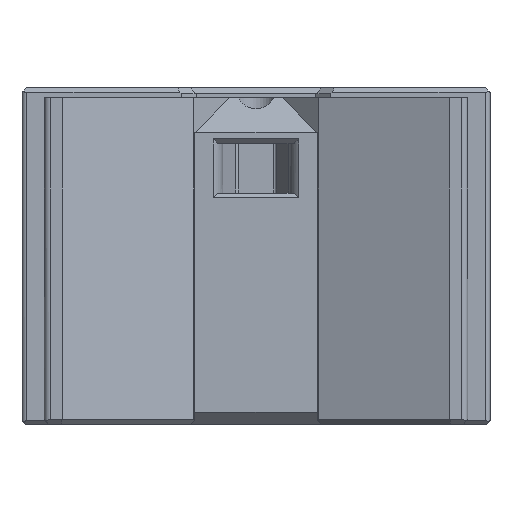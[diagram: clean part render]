
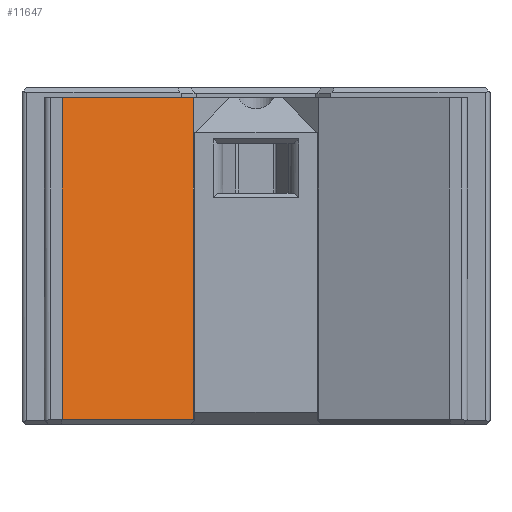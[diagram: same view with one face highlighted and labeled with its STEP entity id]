
A CAD part, left-side view. The second image highlights one B-rep face of the part: STEP entity #11647.
In plain terms, the highlighted planar face has unit normal (-0.927, -0.374, 0).
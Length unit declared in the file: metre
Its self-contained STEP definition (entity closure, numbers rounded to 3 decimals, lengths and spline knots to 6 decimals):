
#789=ORIENTED_EDGE('',*,*,#4213,.F.);
#790=ORIENTED_EDGE('',*,*,#4214,.T.);
#791=ORIENTED_EDGE('',*,*,#4215,.T.);
#792=ORIENTED_EDGE('',*,*,#4216,.T.);
#4213=EDGE_CURVE('',#5909,#5910,#7041,.T.);
#4214=EDGE_CURVE('',#5909,#5911,#7042,.T.);
#4215=EDGE_CURVE('',#5911,#5912,#7043,.T.);
#4216=EDGE_CURVE('',#5912,#5910,#7044,.T.);
#5909=VERTEX_POINT('',#17205);
#5910=VERTEX_POINT('',#17206);
#5911=VERTEX_POINT('',#17208);
#5912=VERTEX_POINT('',#17210);
#7041=LINE('',#17204,#8676);
#7042=LINE('',#17207,#8677);
#7043=LINE('',#17209,#8678);
#7044=LINE('',#17211,#8679);
#8676=VECTOR('',#13669,1.);
#8677=VECTOR('',#13670,1.);
#8678=VECTOR('',#13671,1.);
#8679=VECTOR('',#13672,1.);
#9810=EDGE_LOOP('',(#789,#790,#791,#792));
#10447=FACE_BOUND('',#9810,.T.);
#11071=PLANE('',#12314);
#11647=ADVANCED_FACE('',(#10447),#11071,.F.);
#12314=AXIS2_PLACEMENT_3D('',#17203,#13667,#13668);
#13667=DIRECTION('',(0.927,0.374,0.));
#13668=DIRECTION('',(0.374,-0.927,0.));
#13669=DIRECTION('',(-0.374,0.927,0.));
#13670=DIRECTION('',(0.,0.,1.));
#13671=DIRECTION('',(-0.374,0.927,0.));
#13672=DIRECTION('',(0.,0.,-1.));
#17203=CARTESIAN_POINT('',(-0.00735,0.014,0.054914));
#17204=CARTESIAN_POINT('',(-0.004219,0.006245,0.0004));
#17205=CARTESIAN_POINT('',(-0.003851,0.005335,0.0004));
#17206=CARTESIAN_POINT('',(-0.00835,0.016476,0.0004));
#17207=CARTESIAN_POINT('',(-0.003851,0.005335,0.041766));
#17208=CARTESIAN_POINT('',(-0.003851,0.005335,0.027764));
#17209=CARTESIAN_POINT('',(-0.004516,0.006981,0.027764));
#17210=CARTESIAN_POINT('',(-0.00835,0.016476,0.027764));
#17211=CARTESIAN_POINT('',(-0.00835,0.016476,0.054914));
